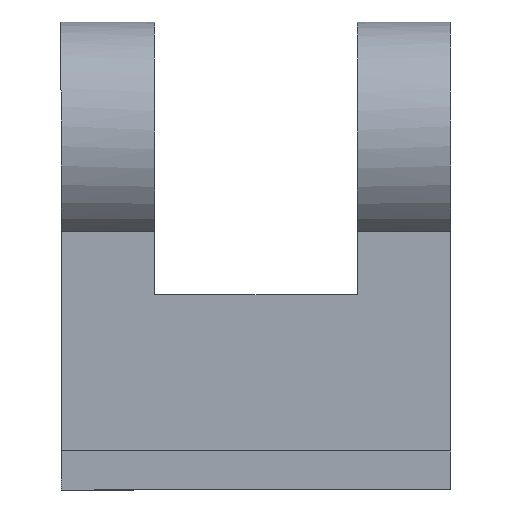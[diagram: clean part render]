
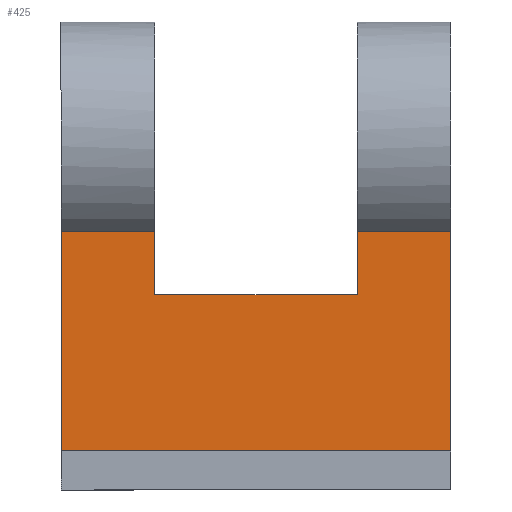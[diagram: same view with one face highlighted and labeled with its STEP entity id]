
A CAD part, left-side view. The second image highlights one B-rep face of the part: STEP entity #425.
In plain terms, the highlighted planar face has unit normal (-1, 0, 0).
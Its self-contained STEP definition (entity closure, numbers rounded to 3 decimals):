
#24 = VERTEX_POINT('',#25);
#25 = CARTESIAN_POINT('',(6.,25.,33.081));
#33 = CYLINDRICAL_SURFACE('',#34,15.);
#34 = AXIS2_PLACEMENT_3D('',#35,#36,#37);
#35 = CARTESIAN_POINT('',(15.107,25.,45.));
#36 = DIRECTION('',(0.,1.,0.));
#37 = DIRECTION('',(1.,0.,0.));
#45 = PLANE('',#46);
#46 = AXIS2_PLACEMENT_3D('',#47,#48,#49);
#47 = CARTESIAN_POINT('',(30.,25.,46.784));
#48 = DIRECTION('',(0.,1.,0.));
#49 = DIRECTION('',(0.,0.,1.));
#106 = PLANE('',#107);
#107 = AXIS2_PLACEMENT_3D('',#108,#109,#110);
#108 = CARTESIAN_POINT('',(30.,13.,25.));
#109 = DIRECTION('',(0.,1.,0.));
#110 = DIRECTION('',(0.,0.,1.));
#119 = VERTEX_POINT('',#120);
#120 = CARTESIAN_POINT('',(6.,13.,33.081));
#142 = EDGE_CURVE('',#24,#119,#143,.T.);
#143 = SURFACE_CURVE('',#144,(#148,#155),.PCURVE_S1.);
#144 = LINE('',#145,#146);
#145 = CARTESIAN_POINT('',(6.,25.,33.081));
#146 = VECTOR('',#147,1.);
#147 = DIRECTION('',(0.,-1.,0.));
#148 = PCURVE('',#33,#149);
#149 = DEFINITIONAL_REPRESENTATION('',(#150),#154);
#150 = LINE('',#151,#152);
#151 = CARTESIAN_POINT('',(-4.06,0.));
#152 = VECTOR('',#153,1.);
#153 = DIRECTION('',(-0.,-1.));
#154 = ( GEOMETRIC_REPRESENTATION_CONTEXT(2) 
PARAMETRIC_REPRESENTATION_CONTEXT() REPRESENTATION_CONTEXT('2D SPACE',''
  ) );
#155 = PCURVE('',#156,#161);
#156 = PLANE('',#157);
#157 = AXIS2_PLACEMENT_3D('',#158,#159,#160);
#158 = CARTESIAN_POINT('',(6.,25.,5.));
#159 = DIRECTION('',(-1.,0.,0.));
#160 = DIRECTION('',(0.,0.,1.));
#161 = DEFINITIONAL_REPRESENTATION('',(#162),#166);
#162 = LINE('',#163,#164);
#163 = CARTESIAN_POINT('',(28.081,0.));
#164 = VECTOR('',#165,1.);
#165 = DIRECTION('',(0.,-1.));
#166 = ( GEOMETRIC_REPRESENTATION_CONTEXT(2) 
PARAMETRIC_REPRESENTATION_CONTEXT() REPRESENTATION_CONTEXT('2D SPACE',''
  ) );
#307 = VERTEX_POINT('',#308);
#308 = CARTESIAN_POINT('',(6.,25.,5.));
#322 = PLANE('',#323);
#323 = AXIS2_PLACEMENT_3D('',#324,#325,#326);
#324 = CARTESIAN_POINT('',(0.,25.,5.));
#325 = DIRECTION('',(0.,0.,1.));
#326 = DIRECTION('',(1.,0.,0.));
#334 = EDGE_CURVE('',#307,#24,#335,.T.);
#335 = SURFACE_CURVE('',#336,(#340,#347),.PCURVE_S1.);
#336 = LINE('',#337,#338);
#337 = CARTESIAN_POINT('',(6.,25.,5.));
#338 = VECTOR('',#339,1.);
#339 = DIRECTION('',(0.,0.,1.));
#340 = PCURVE('',#45,#341);
#341 = DEFINITIONAL_REPRESENTATION('',(#342),#346);
#342 = LINE('',#343,#344);
#343 = CARTESIAN_POINT('',(-41.784,-24.));
#344 = VECTOR('',#345,1.);
#345 = DIRECTION('',(1.,0.));
#346 = ( GEOMETRIC_REPRESENTATION_CONTEXT(2) 
PARAMETRIC_REPRESENTATION_CONTEXT() REPRESENTATION_CONTEXT('2D SPACE',''
  ) );
#347 = PCURVE('',#156,#348);
#348 = DEFINITIONAL_REPRESENTATION('',(#349),#353);
#349 = LINE('',#350,#351);
#350 = CARTESIAN_POINT('',(0.,0.));
#351 = VECTOR('',#352,1.);
#352 = DIRECTION('',(1.,0.));
#353 = ( GEOMETRIC_REPRESENTATION_CONTEXT(2) 
PARAMETRIC_REPRESENTATION_CONTEXT() REPRESENTATION_CONTEXT('2D SPACE',''
  ) );
#425 = ADVANCED_FACE('',(#426),#156,.T.);
#426 = FACE_BOUND('',#427,.T.);
#427 = EDGE_LOOP('',(#428,#429,#452,#480,#508,#534,#560,#579));
#428 = ORIENTED_EDGE('',*,*,#334,.F.);
#429 = ORIENTED_EDGE('',*,*,#430,.T.);
#430 = EDGE_CURVE('',#307,#431,#433,.T.);
#431 = VERTEX_POINT('',#432);
#432 = CARTESIAN_POINT('',(6.,-25.,5.));
#433 = SURFACE_CURVE('',#434,(#438,#445),.PCURVE_S1.);
#434 = LINE('',#435,#436);
#435 = CARTESIAN_POINT('',(6.,25.,5.));
#436 = VECTOR('',#437,1.);
#437 = DIRECTION('',(0.,-1.,0.));
#438 = PCURVE('',#156,#439);
#439 = DEFINITIONAL_REPRESENTATION('',(#440),#444);
#440 = LINE('',#441,#442);
#441 = CARTESIAN_POINT('',(0.,0.));
#442 = VECTOR('',#443,1.);
#443 = DIRECTION('',(0.,-1.));
#444 = ( GEOMETRIC_REPRESENTATION_CONTEXT(2) 
PARAMETRIC_REPRESENTATION_CONTEXT() REPRESENTATION_CONTEXT('2D SPACE',''
  ) );
#445 = PCURVE('',#322,#446);
#446 = DEFINITIONAL_REPRESENTATION('',(#447),#451);
#447 = LINE('',#448,#449);
#448 = CARTESIAN_POINT('',(6.,0.));
#449 = VECTOR('',#450,1.);
#450 = DIRECTION('',(0.,-1.));
#451 = ( GEOMETRIC_REPRESENTATION_CONTEXT(2) 
PARAMETRIC_REPRESENTATION_CONTEXT() REPRESENTATION_CONTEXT('2D SPACE',''
  ) );
#452 = ORIENTED_EDGE('',*,*,#453,.T.);
#453 = EDGE_CURVE('',#431,#454,#456,.T.);
#454 = VERTEX_POINT('',#455);
#455 = CARTESIAN_POINT('',(6.,-25.,33.081));
#456 = SURFACE_CURVE('',#457,(#461,#468),.PCURVE_S1.);
#457 = LINE('',#458,#459);
#458 = CARTESIAN_POINT('',(6.,-25.,5.));
#459 = VECTOR('',#460,1.);
#460 = DIRECTION('',(0.,0.,1.));
#461 = PCURVE('',#156,#462);
#462 = DEFINITIONAL_REPRESENTATION('',(#463),#467);
#463 = LINE('',#464,#465);
#464 = CARTESIAN_POINT('',(0.,-50.));
#465 = VECTOR('',#466,1.);
#466 = DIRECTION('',(1.,0.));
#467 = ( GEOMETRIC_REPRESENTATION_CONTEXT(2) 
PARAMETRIC_REPRESENTATION_CONTEXT() REPRESENTATION_CONTEXT('2D SPACE',''
  ) );
#468 = PCURVE('',#469,#474);
#469 = PLANE('',#470);
#470 = AXIS2_PLACEMENT_3D('',#471,#472,#473);
#471 = CARTESIAN_POINT('',(30.,-25.,46.784));
#472 = DIRECTION('',(0.,1.,0.));
#473 = DIRECTION('',(0.,0.,1.));
#474 = DEFINITIONAL_REPRESENTATION('',(#475),#479);
#475 = LINE('',#476,#477);
#476 = CARTESIAN_POINT('',(-41.784,-24.));
#477 = VECTOR('',#478,1.);
#478 = DIRECTION('',(1.,0.));
#479 = ( GEOMETRIC_REPRESENTATION_CONTEXT(2) 
PARAMETRIC_REPRESENTATION_CONTEXT() REPRESENTATION_CONTEXT('2D SPACE',''
  ) );
#480 = ORIENTED_EDGE('',*,*,#481,.F.);
#481 = EDGE_CURVE('',#482,#454,#484,.T.);
#482 = VERTEX_POINT('',#483);
#483 = CARTESIAN_POINT('',(6.,-13.,33.081));
#484 = SURFACE_CURVE('',#485,(#489,#496),.PCURVE_S1.);
#485 = LINE('',#486,#487);
#486 = CARTESIAN_POINT('',(6.,25.,33.081));
#487 = VECTOR('',#488,1.);
#488 = DIRECTION('',(0.,-1.,0.));
#489 = PCURVE('',#156,#490);
#490 = DEFINITIONAL_REPRESENTATION('',(#491),#495);
#491 = LINE('',#492,#493);
#492 = CARTESIAN_POINT('',(28.081,0.));
#493 = VECTOR('',#494,1.);
#494 = DIRECTION('',(0.,-1.));
#495 = ( GEOMETRIC_REPRESENTATION_CONTEXT(2) 
PARAMETRIC_REPRESENTATION_CONTEXT() REPRESENTATION_CONTEXT('2D SPACE',''
  ) );
#496 = PCURVE('',#497,#502);
#497 = CYLINDRICAL_SURFACE('',#498,15.);
#498 = AXIS2_PLACEMENT_3D('',#499,#500,#501);
#499 = CARTESIAN_POINT('',(15.107,25.,45.));
#500 = DIRECTION('',(0.,1.,0.));
#501 = DIRECTION('',(1.,0.,0.));
#502 = DEFINITIONAL_REPRESENTATION('',(#503),#507);
#503 = LINE('',#504,#505);
#504 = CARTESIAN_POINT('',(-4.06,0.));
#505 = VECTOR('',#506,1.);
#506 = DIRECTION('',(-0.,-1.));
#507 = ( GEOMETRIC_REPRESENTATION_CONTEXT(2) 
PARAMETRIC_REPRESENTATION_CONTEXT() REPRESENTATION_CONTEXT('2D SPACE',''
  ) );
#508 = ORIENTED_EDGE('',*,*,#509,.F.);
#509 = EDGE_CURVE('',#510,#482,#512,.T.);
#510 = VERTEX_POINT('',#511);
#511 = CARTESIAN_POINT('',(6.,-13.,25.));
#512 = SURFACE_CURVE('',#513,(#517,#523),.PCURVE_S1.);
#513 = LINE('',#514,#515);
#514 = CARTESIAN_POINT('',(6.,-13.,32.5));
#515 = VECTOR('',#516,1.);
#516 = DIRECTION('',(0.,0.,1.));
#517 = PCURVE('',#156,#518);
#518 = DEFINITIONAL_REPRESENTATION('',(#519),#522);
#519 = B_SPLINE_CURVE_WITH_KNOTS('',1,(#520,#521),.UNSPECIFIED.,.F.,.F.,
  (2,2),(-11.,3.389),.PIECEWISE_BEZIER_KNOTS.);
#520 = CARTESIAN_POINT('',(16.5,-38.));
#521 = CARTESIAN_POINT('',(30.889,-38.));
#522 = ( GEOMETRIC_REPRESENTATION_CONTEXT(2) 
PARAMETRIC_REPRESENTATION_CONTEXT() REPRESENTATION_CONTEXT('2D SPACE',''
  ) );
#523 = PCURVE('',#524,#529);
#524 = PLANE('',#525);
#525 = AXIS2_PLACEMENT_3D('',#526,#527,#528);
#526 = CARTESIAN_POINT('',(30.,-13.,60.));
#527 = DIRECTION('',(0.,-1.,0.));
#528 = DIRECTION('',(0.,0.,-1.));
#529 = DEFINITIONAL_REPRESENTATION('',(#530),#533);
#530 = B_SPLINE_CURVE_WITH_KNOTS('',1,(#531,#532),.UNSPECIFIED.,.F.,.F.,
  (2,2),(-11.,3.389),.PIECEWISE_BEZIER_KNOTS.);
#531 = CARTESIAN_POINT('',(38.5,-24.));
#532 = CARTESIAN_POINT('',(24.111,-24.));
#533 = ( GEOMETRIC_REPRESENTATION_CONTEXT(2) 
PARAMETRIC_REPRESENTATION_CONTEXT() REPRESENTATION_CONTEXT('2D SPACE',''
  ) );
#534 = ORIENTED_EDGE('',*,*,#535,.F.);
#535 = EDGE_CURVE('',#536,#510,#538,.T.);
#536 = VERTEX_POINT('',#537);
#537 = CARTESIAN_POINT('',(6.,13.,25.));
#538 = SURFACE_CURVE('',#539,(#543,#549),.PCURVE_S1.);
#539 = LINE('',#540,#541);
#540 = CARTESIAN_POINT('',(6.,6.,25.));
#541 = VECTOR('',#542,1.);
#542 = DIRECTION('',(-0.,-1.,-0.));
#543 = PCURVE('',#156,#544);
#544 = DEFINITIONAL_REPRESENTATION('',(#545),#548);
#545 = B_SPLINE_CURVE_WITH_KNOTS('',1,(#546,#547),.UNSPECIFIED.,.F.,.F.,
  (2,2),(-9.6,21.6),.PIECEWISE_BEZIER_KNOTS.);
#546 = CARTESIAN_POINT('',(20.,-9.4));
#547 = CARTESIAN_POINT('',(20.,-40.6));
#548 = ( GEOMETRIC_REPRESENTATION_CONTEXT(2) 
PARAMETRIC_REPRESENTATION_CONTEXT() REPRESENTATION_CONTEXT('2D SPACE',''
  ) );
#549 = PCURVE('',#550,#555);
#550 = PLANE('',#551);
#551 = AXIS2_PLACEMENT_3D('',#552,#553,#554);
#552 = CARTESIAN_POINT('',(30.,-13.,25.));
#553 = DIRECTION('',(0.,0.,-1.));
#554 = DIRECTION('',(0.,1.,0.));
#555 = DEFINITIONAL_REPRESENTATION('',(#556),#559);
#556 = B_SPLINE_CURVE_WITH_KNOTS('',1,(#557,#558),.UNSPECIFIED.,.F.,.F.,
  (2,2),(-9.6,21.6),.PIECEWISE_BEZIER_KNOTS.);
#557 = CARTESIAN_POINT('',(28.6,-24.));
#558 = CARTESIAN_POINT('',(-2.6,-24.));
#559 = ( GEOMETRIC_REPRESENTATION_CONTEXT(2) 
PARAMETRIC_REPRESENTATION_CONTEXT() REPRESENTATION_CONTEXT('2D SPACE',''
  ) );
#560 = ORIENTED_EDGE('',*,*,#561,.F.);
#561 = EDGE_CURVE('',#119,#536,#562,.T.);
#562 = SURFACE_CURVE('',#563,(#567,#573),.PCURVE_S1.);
#563 = LINE('',#564,#565);
#564 = CARTESIAN_POINT('',(6.,13.,15.));
#565 = VECTOR('',#566,1.);
#566 = DIRECTION('',(0.,0.,-1.));
#567 = PCURVE('',#156,#568);
#568 = DEFINITIONAL_REPRESENTATION('',(#569),#572);
#569 = B_SPLINE_CURVE_WITH_KNOTS('',1,(#570,#571),.UNSPECIFIED.,.F.,.F.,
  (2,2),(-20.889,-6.5),.PIECEWISE_BEZIER_KNOTS.);
#570 = CARTESIAN_POINT('',(30.889,-12.));
#571 = CARTESIAN_POINT('',(16.5,-12.));
#572 = ( GEOMETRIC_REPRESENTATION_CONTEXT(2) 
PARAMETRIC_REPRESENTATION_CONTEXT() REPRESENTATION_CONTEXT('2D SPACE',''
  ) );
#573 = PCURVE('',#106,#574);
#574 = DEFINITIONAL_REPRESENTATION('',(#575),#578);
#575 = B_SPLINE_CURVE_WITH_KNOTS('',1,(#576,#577),.UNSPECIFIED.,.F.,.F.,
  (2,2),(-20.889,-6.5),.PIECEWISE_BEZIER_KNOTS.);
#576 = CARTESIAN_POINT('',(10.889,-24.));
#577 = CARTESIAN_POINT('',(-3.5,-24.));
#578 = ( GEOMETRIC_REPRESENTATION_CONTEXT(2) 
PARAMETRIC_REPRESENTATION_CONTEXT() REPRESENTATION_CONTEXT('2D SPACE',''
  ) );
#579 = ORIENTED_EDGE('',*,*,#142,.F.);
